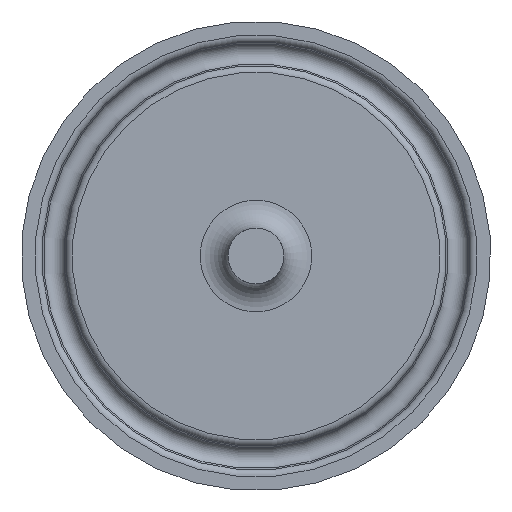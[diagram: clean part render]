
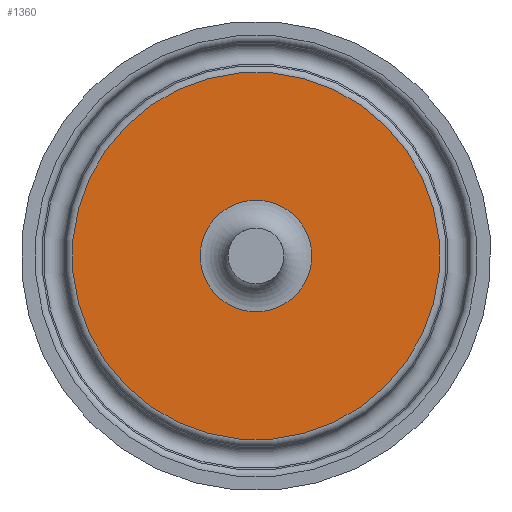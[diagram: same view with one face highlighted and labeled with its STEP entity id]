
A CAD part, left-side view. The second image highlights one B-rep face of the part: STEP entity #1360.
In plain terms, the highlighted planar face has unit normal (-1, 0, 0).
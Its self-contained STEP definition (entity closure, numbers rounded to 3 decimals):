
#104=PLANE('',#1440);
#124=ORIENTED_EDGE('',*,*,#339,.T.);
#125=ORIENTED_EDGE('',*,*,#340,.F.);
#339=EDGE_CURVE('',#447,#447,#534,.T.);
#340=EDGE_CURVE('',#448,#448,#535,.T.);
#447=VERTEX_POINT('',#1922);
#448=VERTEX_POINT('',#1924);
#534=CIRCLE('',#1441,6.);
#535=CIRCLE('',#1442,19.747);
#614=EDGE_LOOP('',(#124));
#615=EDGE_LOOP('',(#125));
#729=FACE_BOUND('',#614,.T.);
#730=FACE_BOUND('',#615,.T.);
#1360=ADVANCED_FACE('',(#729,#730),#104,.F.);
#1440=AXIS2_PLACEMENT_3D('',#1920,#1597,#1598);
#1441=AXIS2_PLACEMENT_3D('',#1921,#1599,#1600);
#1442=AXIS2_PLACEMENT_3D('',#1923,#1601,#1602);
#1597=DIRECTION('',(1.,0.,0.));
#1598=DIRECTION('',(0.,-0.996,0.087));
#1599=DIRECTION('',(1.,0.,0.));
#1600=DIRECTION('',(0.,-0.996,0.087));
#1601=DIRECTION('',(1.,0.,0.));
#1602=DIRECTION('',(0.,-0.996,0.087));
#1920=CARTESIAN_POINT('',(0.002,-0.018,0.032));
#1921=CARTESIAN_POINT('',(0.002,-0.018,0.032));
#1922=CARTESIAN_POINT('',(0.002,-5.995,0.555));
#1923=CARTESIAN_POINT('',(0.002,-0.018,0.032));
#1924=CARTESIAN_POINT('',(0.002,-19.69,1.753));
